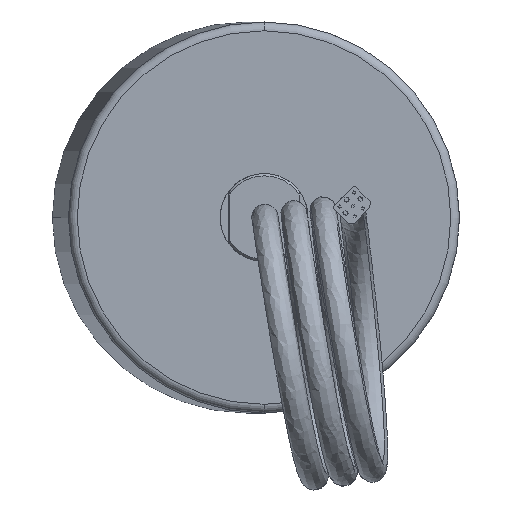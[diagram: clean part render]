
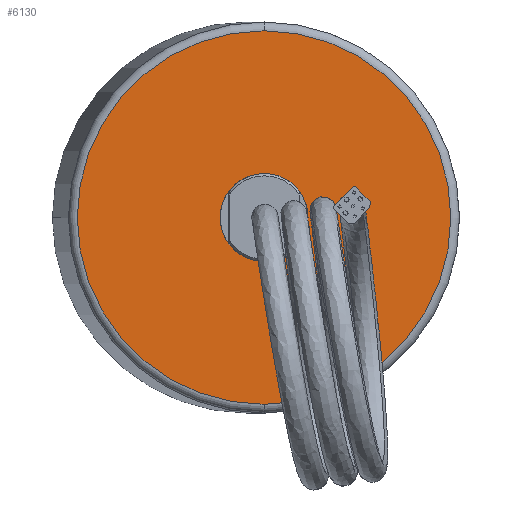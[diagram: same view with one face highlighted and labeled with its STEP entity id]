
A CAD part, front view. The second image highlights one B-rep face of the part: STEP entity #6130.
In plain terms, the highlighted face is planar.
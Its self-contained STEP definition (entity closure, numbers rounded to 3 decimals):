
#372 = DIRECTION ( 'NONE',  ( 0., 0., 1. ) ) ;
#662 = EDGE_CURVE ( 'NONE', #7556, #8163, #5181, .T. ) ;
#680 = CIRCLE ( 'NONE', #24027, 42.5 ) ;
#967 = EDGE_CURVE ( 'NONE', #10372, #22255, #680, .T. ) ;
#1332 = CARTESIAN_POINT ( 'NONE',  ( 0., 0., 0. ) ) ;
#3984 = AXIS2_PLACEMENT_3D ( 'NONE', #10126, #17591, #372 ) ;
#4070 = DIRECTION ( 'NONE',  ( 0., 0., 1. ) ) ;
#4311 = ORIENTED_EDGE ( 'NONE', *, *, #8395, .T. ) ;
#5096 = FACE_OUTER_BOUND ( 'NONE', #7788, .T. ) ;
#5181 = CIRCLE ( 'NONE', #12965, 10. ) ;
#5627 = AXIS2_PLACEMENT_3D ( 'NONE', #1332, #12888, #22884 ) ;
#6119 = DIRECTION ( 'NONE',  ( 1., 0., 0. ) ) ;
#6130 = ADVANCED_FACE ( 'NONE', ( #9079, #5096 ), #24606, .T. ) ;
#6332 = ORIENTED_EDGE ( 'NONE', *, *, #967, .F. ) ;
#7156 = CARTESIAN_POINT ( 'NONE',  ( 0., 0., -42.5 ) ) ;
#7556 = VERTEX_POINT ( 'NONE', #19149 ) ;
#7788 = EDGE_LOOP ( 'NONE', ( #8191, #6332 ) ) ;
#8163 = VERTEX_POINT ( 'NONE', #20915 ) ;
#8191 = ORIENTED_EDGE ( 'NONE', *, *, #8754, .F. ) ;
#8395 = EDGE_CURVE ( 'NONE', #8163, #7556, #11786, .T. ) ;
#8754 = EDGE_CURVE ( 'NONE', #22255, #10372, #18728, .T. ) ;
#9079 = FACE_BOUND ( 'NONE', #19763, .T. ) ;
#10126 = CARTESIAN_POINT ( 'NONE',  ( 0., 0., 0. ) ) ;
#10372 = VERTEX_POINT ( 'NONE', #7156 ) ;
#11011 = DIRECTION ( 'NONE',  ( -1., 0., 0. ) ) ;
#11786 = CIRCLE ( 'NONE', #3984, 10. ) ;
#12777 = CARTESIAN_POINT ( 'NONE',  ( 0., 0., 0. ) ) ;
#12888 = DIRECTION ( 'NONE',  ( 1., 0., 0. ) ) ;
#12965 = AXIS2_PLACEMENT_3D ( 'NONE', #21254, #6119, #4070 ) ;
#14539 = ORIENTED_EDGE ( 'NONE', *, *, #662, .T. ) ;
#17591 = DIRECTION ( 'NONE',  ( 1., 0., 0. ) ) ;
#18728 = CIRCLE ( 'NONE', #5627, 42.5 ) ;
#19149 = CARTESIAN_POINT ( 'NONE',  ( 0., 0., -10. ) ) ;
#19453 = CARTESIAN_POINT ( 'NONE',  ( 0., 0., 42.5 ) ) ;
#19763 = EDGE_LOOP ( 'NONE', ( #4311, #14539 ) ) ;
#19972 = AXIS2_PLACEMENT_3D ( 'NONE', #22780, #11011, #24852 ) ;
#20915 = CARTESIAN_POINT ( 'NONE',  ( 0., 0., 10. ) ) ;
#21254 = CARTESIAN_POINT ( 'NONE',  ( 0., 0., 0. ) ) ;
#22255 = VERTEX_POINT ( 'NONE', #19453 ) ;
#22780 = CARTESIAN_POINT ( 'NONE',  ( 0., 0., 0. ) ) ;
#22884 = DIRECTION ( 'NONE',  ( 0., 0., 1. ) ) ;
#24027 = AXIS2_PLACEMENT_3D ( 'NONE', #12777, #24961, #24576 ) ;
#24576 = DIRECTION ( 'NONE',  ( 0., 0., 1. ) ) ;
#24606 = PLANE ( 'NONE',  #19972 ) ;
#24852 = DIRECTION ( 'NONE',  ( 0., 0., 1. ) ) ;
#24961 = DIRECTION ( 'NONE',  ( 1., 0., 0. ) ) ;
